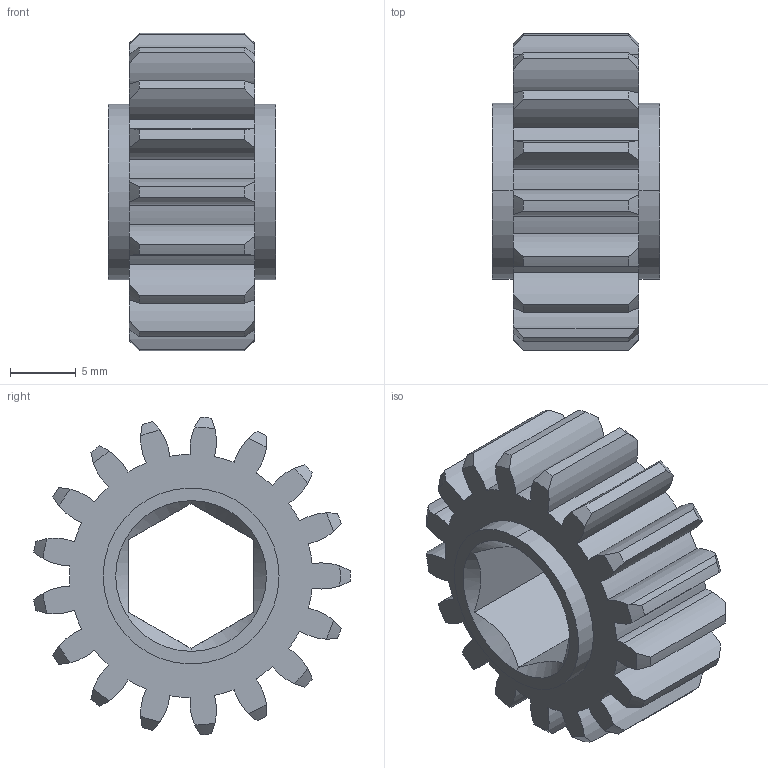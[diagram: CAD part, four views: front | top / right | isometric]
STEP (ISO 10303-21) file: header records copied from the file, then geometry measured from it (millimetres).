
FILE_DESCRIPTION (( 'STEP AP203' ), '1' );
FILE_NAME ('am-4390 17T 20DP 375hex 375 FW.STEP', '2022-06-22T19:18:38', ( '' ), ( '' ), 'SwSTEP 2.0', 'SolidWorks 2021', '' );
FILE_SCHEMA (( 'CONFIG_CONTROL_DESIGN' ));
Length unit declared in the file: inch
Products named in the file (1): am-4390 17T 20DP 375hex 375 FW
Bounding box: 12.7 x 23.99 x 24.09 mm (x, y, z)
Volume: 2743.4 mm3; surface area: 2389.9 mm2
Topology: 1 solids, 1 shells, 123 faces, 353 edges, 234 vertices
Faces by surface type: cylinder 75, cone 38, plane 10
Entity records: 4390 total; most frequent: CARTESIAN_POINT 1061, ORIENTED_EDGE 706, DIRECTION 705, EDGE_CURVE 353, AXIS2_PLACEMENT_3D 310, VERTEX_POINT 234, CIRCLE 186, EDGE_LOOP 127
